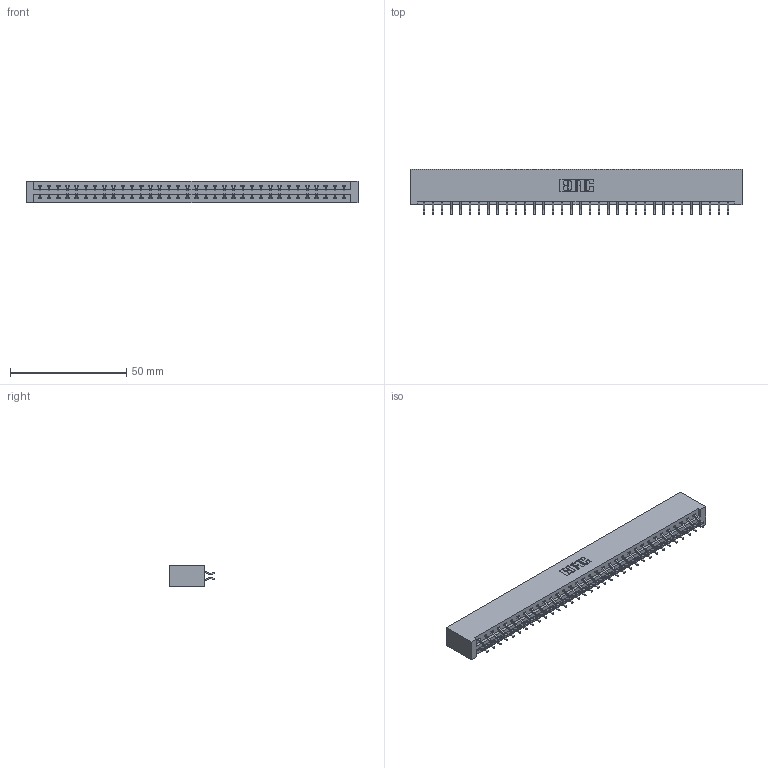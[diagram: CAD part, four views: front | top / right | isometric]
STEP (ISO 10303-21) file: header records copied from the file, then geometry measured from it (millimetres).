
FILE_DESCRIPTION (( 'STEP AP203' ), '1' );
FILE_NAME ('387-068-556-201.STEP', '2018-09-22T15:52:46', ( '' ), ( '' ), 'SwSTEP 2.0', 'SolidWorks 2016', '' );
FILE_SCHEMA (( 'CONFIG_CONTROL_DESIGN' ));
Length unit declared in the file: inch
Products named in the file (3): 387-068-556-201; 337 Part_No Mounting Lugs; 345-292-001_556 Tail
Assembly tree (69 placements, depth 2):
  387-068-556-201
    337 Part_No Mounting Lugs
    345-292-001_556 Tail  x68
Bounding box: 142.6 x 19.57 x 9.4 mm (x, y, z)
Volume: 15679.4 mm3; surface area: 17632.2 mm2
Topology: 69 solids, 69 shells, 4186 faces, 12459 edges, 8214 vertices
Faces by surface type: plane 2922, cylinder 1264
Entity records: 27339 total; most frequent: CARTESIAN_POINT 4626, ORIENTED_EDGE 4550, DIRECTION 3931, EDGE_CURVE 2275, LINE 2147, VECTOR 2147, VERTEX_POINT 1514, AXIS2_PLACEMENT_3D 892
